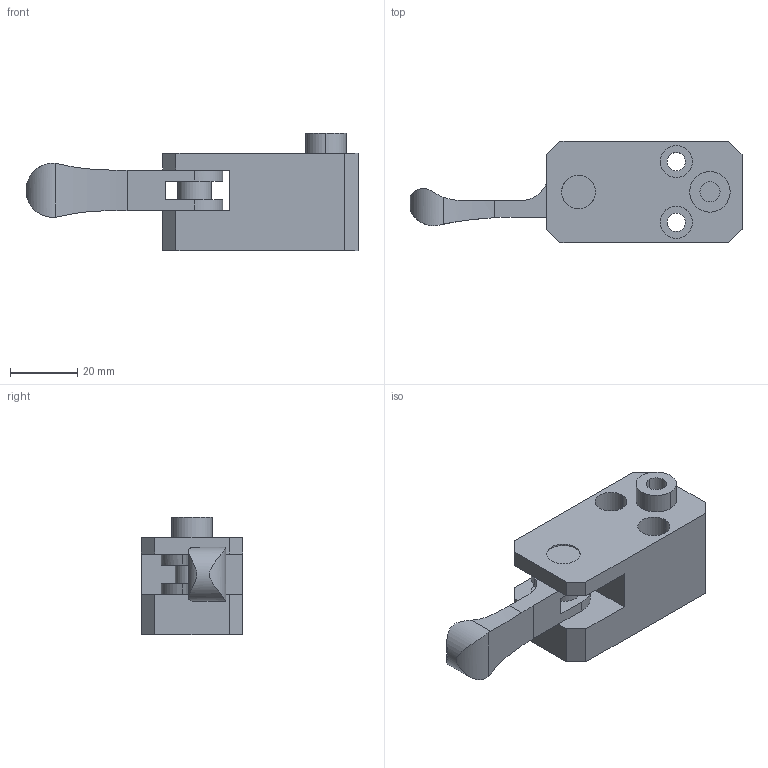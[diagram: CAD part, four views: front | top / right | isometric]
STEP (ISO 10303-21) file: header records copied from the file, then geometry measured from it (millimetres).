
FILE_DESCRIPTION (( 'STEP AP203' ), '1' );
FILE_NAME ('bj352-06001.STEP', '2021-10-25T01:24:46', ( '' ), ( '' ), 'SwSTEP 2.0', 'SolidWorks 2020', '' );
FILE_SCHEMA (( 'CONFIG_CONTROL_DESIGN' ));
Length unit declared in the file: millimetre
Products named in the file (4): bj352-06001_01; bj352-06001; bj352-06001_03; bj352-06001_02
Assembly tree (3 placements, depth 2):
  bj352-06001
    bj352-06001_01
    bj352-06001_02
    bj352-06001_03
Bounding box: 98.5 x 30 x 35 mm (x, y, z)
Volume: 45691.9 mm3; surface area: 15769.7 mm2
Topology: 3 solids, 3 shells, 67 faces, 162 edges, 108 vertices
Faces by surface type: cylinder 33, plane 32, bspline 2
Entity records: 2708 total; most frequent: CARTESIAN_POINT 683, DIRECTION 346, ORIENTED_EDGE 324, EDGE_CURVE 162, AXIS2_PLACEMENT_3D 127, VERTEX_POINT 108, VECTOR 92, LINE 92
